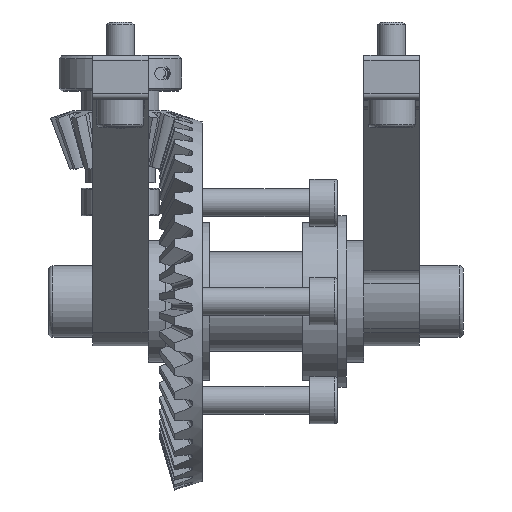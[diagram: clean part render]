
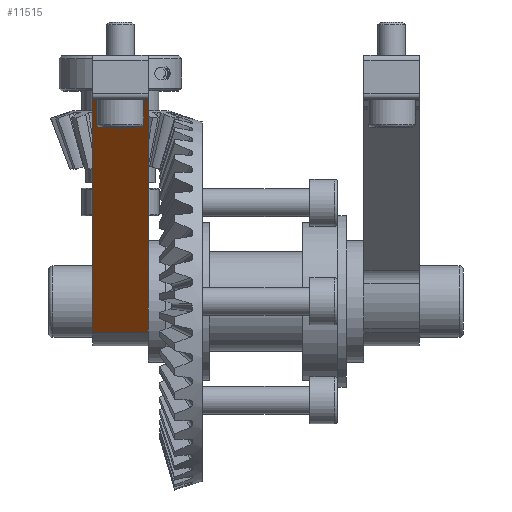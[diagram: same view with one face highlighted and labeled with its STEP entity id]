
A CAD part, top view. The second image highlights one B-rep face of the part: STEP entity #11515.
In plain terms, the highlighted planar face has unit normal (0, -0.706, 0.708).
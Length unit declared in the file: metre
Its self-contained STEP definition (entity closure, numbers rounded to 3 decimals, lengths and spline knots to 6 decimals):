
#199=ELLIPSE('',#12581,0.006161,0.00435);
#2116=LINE('',#16234,#2513);
#2178=LINE('',#16446,#2575);
#2182=LINE('',#16455,#2579);
#2197=LINE('',#16508,#2594);
#2207=LINE('',#16529,#2604);
#2513=VECTOR('',#13839,1.);
#2575=VECTOR('',#14043,1.);
#2579=VECTOR('',#14047,1.);
#2594=VECTOR('',#14100,1.);
#2604=VECTOR('',#14122,1.);
#2860=PLANE('',#12580);
#3781=ORIENTED_EDGE('',*,*,#6941,.T.);
#3782=ORIENTED_EDGE('',*,*,#6898,.T.);
#3783=ORIENTED_EDGE('',*,*,#6937,.T.);
#3784=ORIENTED_EDGE('',*,*,#6792,.T.);
#3785=ORIENTED_EDGE('',*,*,#6924,.F.);
#3786=ORIENTED_EDGE('',*,*,#6894,.T.);
#6792=EDGE_CURVE('',#8507,#8510,#2116,.T.);
#6894=EDGE_CURVE('',#8582,#8583,#2178,.T.);
#6898=EDGE_CURVE('',#8587,#8586,#2182,.T.);
#6924=EDGE_CURVE('',#8582,#8510,#2197,.T.);
#6937=EDGE_CURVE('',#8586,#8507,#2207,.T.);
#6941=EDGE_CURVE('',#8583,#8587,#199,.T.);
#8507=VERTEX_POINT('',#16228);
#8510=VERTEX_POINT('',#16233);
#8582=VERTEX_POINT('',#16447);
#8583=VERTEX_POINT('',#16448);
#8586=VERTEX_POINT('',#16454);
#8587=VERTEX_POINT('',#16456);
#9831=EDGE_LOOP('',(#3781,#3782,#3783,#3784,#3785,#3786));
#10660=FACE_BOUND('',#9831,.T.);
#11515=ADVANCED_FACE('',(#10660),#2860,.T.);
#12580=AXIS2_PLACEMENT_3D('',#16538,#14139,#14140);
#12581=AXIS2_PLACEMENT_3D('',#16539,#14141,#14142);
#13839=DIRECTION('',(1.,0.,0.));
#14043=DIRECTION('',(-1.,0.,0.));
#14047=DIRECTION('',(-1.,0.,0.));
#14100=DIRECTION('',(0.,-0.708,-0.706));
#14122=DIRECTION('',(0.,-0.708,-0.706));
#14139=DIRECTION('',(0.,-0.706,0.708));
#14140=DIRECTION('',(0.,-0.708,-0.706));
#14141=DIRECTION('',(0.,0.706,-0.708));
#14142=DIRECTION('',(0.,0.708,0.706));
#16228=CARTESIAN_POINT('',(0.,-0.005649,0.005665));
#16233=CARTESIAN_POINT('',(0.01,-0.005649,0.005665));
#16234=CARTESIAN_POINT('',(0.,-0.005649,0.005665));
#16446=CARTESIAN_POINT('',(0.,0.0365,0.047693));
#16447=CARTESIAN_POINT('',(0.01,0.0365,0.047693));
#16448=CARTESIAN_POINT('',(0.009259,0.0365,0.047693));
#16454=CARTESIAN_POINT('',(0.,0.0365,0.047693));
#16455=CARTESIAN_POINT('',(0.,0.0365,0.047693));
#16456=CARTESIAN_POINT('',(0.000741,0.0365,0.047693));
#16508=CARTESIAN_POINT('',(0.01,0.0445,0.05567));
#16529=CARTESIAN_POINT('',(0.,0.0445,0.05567));
#16538=CARTESIAN_POINT('',(0.,0.0445,0.05567));
#16539=CARTESIAN_POINT('',(0.005,0.035615,0.04681));
